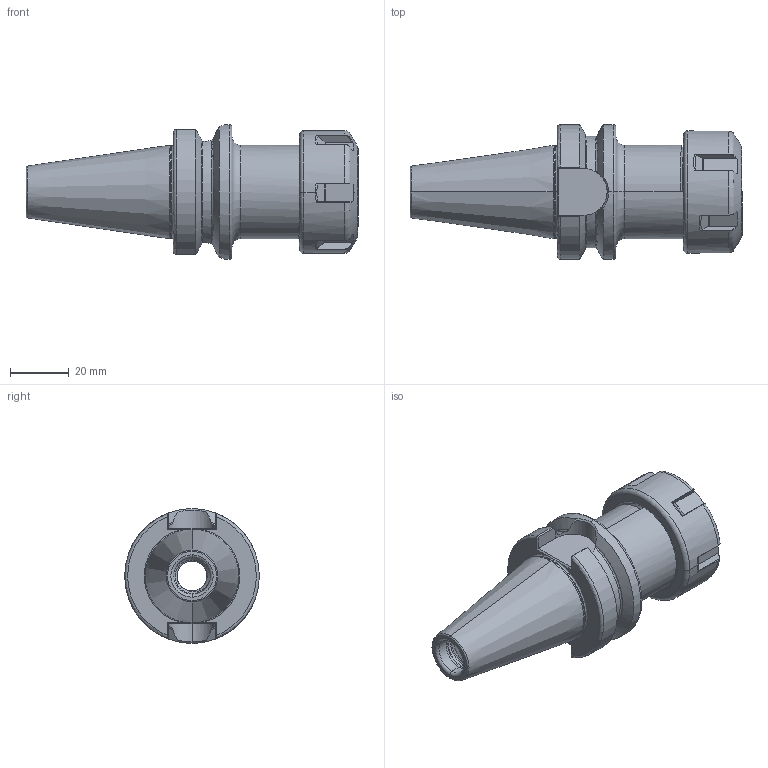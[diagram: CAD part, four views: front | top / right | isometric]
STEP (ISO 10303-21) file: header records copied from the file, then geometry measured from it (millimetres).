
FILE_DESCRIPTION (( 'STEP AP203' ), '1' );
FILE_NAME ('305.02.16.STEP', '2016-11-25T10:16:40', ( '' ), ( '' ), 'SwSTEP 2.0', 'SolidWorks 2012', '' );
FILE_SCHEMA (( 'CONFIG_CONTROL_DESIGN' ));
Length unit declared in the file: millimetre
Products named in the file (3): 305.02.16; 2-01.100.0250200C7_ER25螺帽(六溝)
Assembly tree (2 placements, depth 2):
  305.02.16
    305.02.16
    2-01.100.0250200C7_ER25螺帽(六溝)
Bounding box: 113.5 x 46 x 46 mm (x, y, z)
Volume: 72992.1 mm3; surface area: 27480.7 mm2
Topology: 2 solids, 2 shells, 300 faces, 783 edges, 489 vertices
Faces by surface type: cylinder 98, plane 72, torus 56, bspline 50, cone 24
Entity records: 19289 total; most frequent: CARTESIAN_POINT 12538, ORIENTED_EDGE 1566, DIRECTION 1107, EDGE_CURVE 783, VERTEX_POINT 489, AXIS2_PLACEMENT_3D 444, EDGE_LOOP 306, ADVANCED_FACE 300
